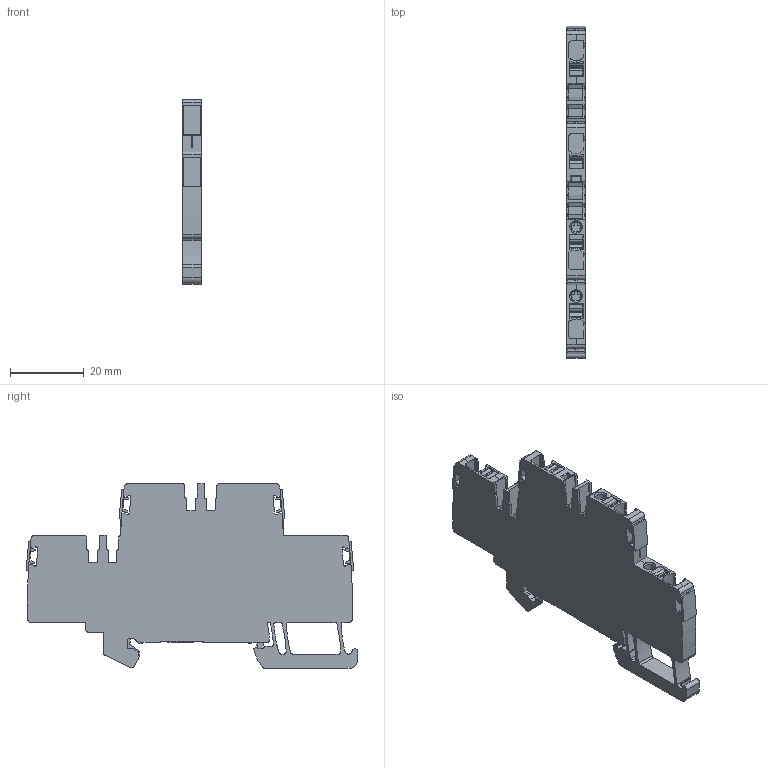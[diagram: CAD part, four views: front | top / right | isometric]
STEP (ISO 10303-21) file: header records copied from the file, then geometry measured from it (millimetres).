
FILE_DESCRIPTION(('CATIA V5R22 STEP214','CAx-IF Rec.Pracs.--- Model Styling and Organization---1.4--- 2014-01-23'),'2;1');
FILE_NAME ('1135646-2_1', '2019-07-05T12:03:39+00:00', ('Weidmueller Interface'), ('Weidmueller'), 'CATIA Version 5-6 Release 2016 SP3 HF44', 'CATIA V5 STEP AP214', 'none');
FILE_SCHEMA(('AUTOMOTIVE_DESIGN { 1 0 10303 214 1 1 1 1 }'));
Length unit declared in the file: millimetre
Products named in the file (1): 2675130000_A2T_2-5_FT_PE_DL
Bounding box: 5.1 x 90.08 x 50.15 mm (x, y, z)
Volume: 14170.7 mm3; surface area: 10389.5 mm2
Topology: 21 solids, 21 shells, 888 faces, 2509 edges, 1678 vertices
Faces by surface type: plane 512, cylinder 268, extrusion 104, cone 4
Entity records: 30346 total; most frequent: CARTESIAN_POINT 8224, ORIENTED_EDGE 5018, DIRECTION 3651, EDGE_CURVE 2509, VECTOR 1837, LINE 1733, VERTEX_POINT 1678, AXIS2_PLACEMENT_3D 1145
